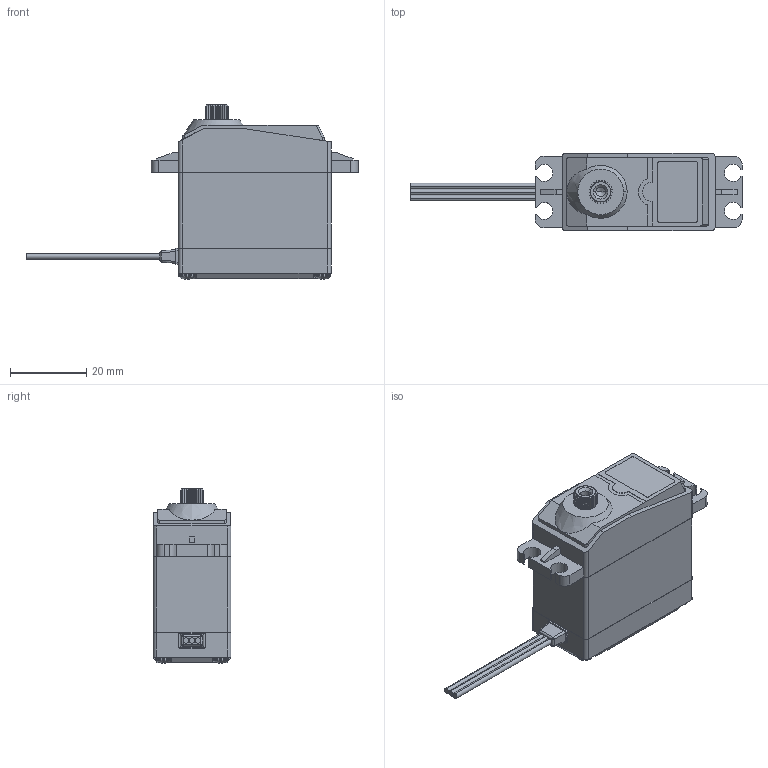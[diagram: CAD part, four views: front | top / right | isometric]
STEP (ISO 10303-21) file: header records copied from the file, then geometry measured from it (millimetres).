
FILE_DESCRIPTION (( 'STEP AP203' ), '1' );
FILE_NAME ('DS3225MG Servo 25Kg 4.8-6.8V.STEP', '2019-12-11T11:17:51', ( '' ), ( '' ), 'SwSTEP 2.0', 'SolidWorks 2020', '' );
FILE_SCHEMA (( 'CONFIG_CONTROL_DESIGN' ));
Length unit declared in the file: millimetre
Products named in the file (1): DS3225MG Servo 25Kg 4.8-6.8V
Bounding box: 87.25 x 20.4 x 45.91 mm (x, y, z)
Volume: 33552.9 mm3; surface area: 13454.2 mm2
Topology: 12 solids, 12 shells, 595 faces, 1513 edges, 929 vertices
Faces by surface type: plane 222, cylinder 149, bspline 82, cone 58, torus 48, sphere 36
Entity records: 19663 total; most frequent: CARTESIAN_POINT 6178, ORIENTED_EDGE 2958, DIRECTION 2704, EDGE_CURVE 1479, AXIS2_PLACEMENT_3D 1051, VERTEX_POINT 913, EDGE_LOOP 602, LINE 602
